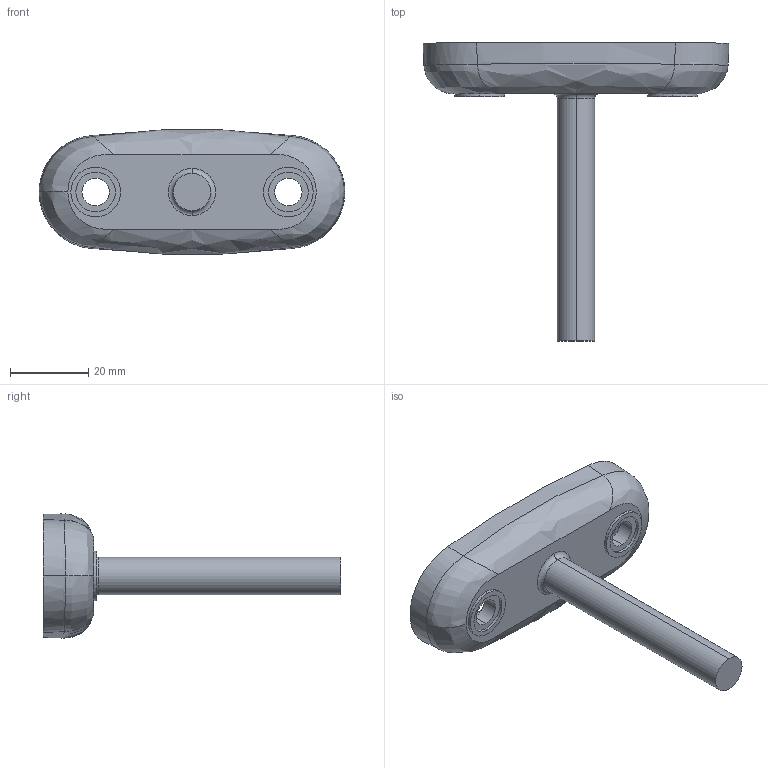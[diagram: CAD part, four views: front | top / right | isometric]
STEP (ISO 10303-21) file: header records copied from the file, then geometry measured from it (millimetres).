
FILE_DESCRIPTION (( 'STEP AP214' ), '1' );
FILE_NAME ('ZCUP3.STEP', '2021-03-08T14:03:26', ( '' ), ( '' ), 'SwSTEP 2.0', 'SolidWorks 2019', '' );
FILE_SCHEMA (( 'AUTOMOTIVE_DESIGN' ));
Length unit declared in the file: millimetre
Products named in the file (2): ZCUP3
Bounding box: 78.22 x 76.2 x 31.75 mm (x, y, z)
Volume: 19141.3 mm3; surface area: 9750.9 mm2
Topology: 1 solids, 3 shells, 296 faces, 782 edges, 519 vertices
Faces by surface type: plane 150, bspline 108, cylinder 24, torus 10, cone 4
Entity records: 18602 total; most frequent: CARTESIAN_POINT 9577, ORIENTED_EDGE 1564, DIRECTION 988, EDGE_CURVE 782, VERTEX_POINT 519, LINE 472, VECTOR 472, EDGE_LOOP 327
